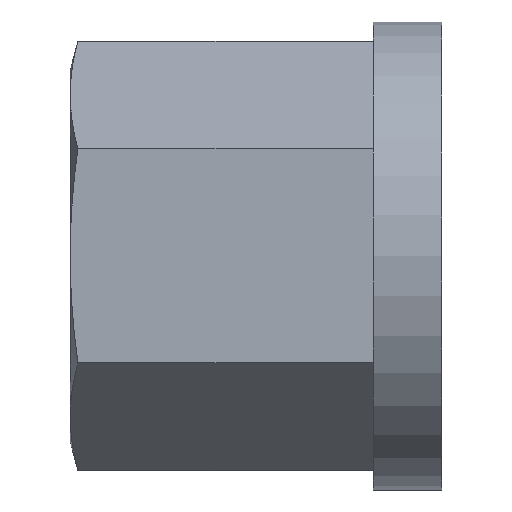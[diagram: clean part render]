
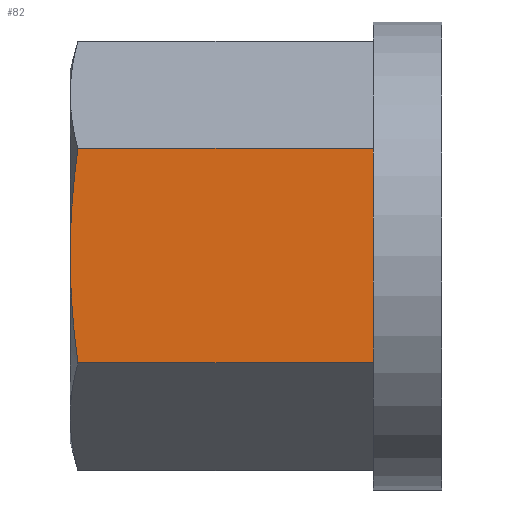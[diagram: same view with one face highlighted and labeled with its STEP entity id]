
A CAD part, top view. The second image highlights one B-rep face of the part: STEP entity #82.
In plain terms, the highlighted planar face has unit normal (0, 0, 1).
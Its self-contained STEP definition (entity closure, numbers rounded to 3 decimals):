
#82 = ADVANCED_FACE( '', ( #115 ), #116, .F. );
#115 = FACE_OUTER_BOUND( '', #168, .T. );
#116 = PLANE( '', #169 );
#168 = EDGE_LOOP( '', ( #255, #256, #257, #258, #259 ) );
#169 = AXIS2_PLACEMENT_3D( '', #260, #261, #262 );
#255 = ORIENTED_EDGE( '', *, *, #415, .F. );
#256 = ORIENTED_EDGE( '', *, *, #413, .T. );
#257 = ORIENTED_EDGE( '', *, *, #416, .F. );
#258 = ORIENTED_EDGE( '', *, *, #417, .F. );
#259 = ORIENTED_EDGE( '', *, *, #418, .F. );
#260 = CARTESIAN_POINT( '', ( -27., 7.794, 13.5 ) );
#261 = DIRECTION( '', ( 0., 0., -1. ) );
#262 = DIRECTION( '', ( 0., 1., 0. ) );
#413 = EDGE_CURVE( '', #488, #486, #489, .T. );
#415 = EDGE_CURVE( '', #488, #491, #492, .T. );
#416 = EDGE_CURVE( '', #493, #486, #494, .T. );
#417 = EDGE_CURVE( '', #495, #493, #496, .T. );
#418 = EDGE_CURVE( '', #491, #495, #497, .T. );
#486 = VERTEX_POINT( '', #610 );
#488 = VERTEX_POINT( '', #613 );
#489 = LINE( '', #614, #615 );
#491 = VERTEX_POINT( '', #626 );
#492 = ( B_SPLINE_CURVE( 2, ( #628, #629, #630 ), .UNSPECIFIED., .F., .F. )B_SPLINE_CURVE_WITH_KNOTS( ( 3, 3 ), ( 0.021, 7.842 ), .UNSPECIFIED. )RATIONAL_B_SPLINE_CURVE( ( 1., 1.038, 1. ) )BOUNDED_CURVE(  )REPRESENTATION_ITEM( '' )GEOMETRIC_REPRESENTATION_ITEM(  )CURVE(  ) );
#493 = VERTEX_POINT( '', #637 );
#494 = LINE( '', #638, #639 );
#495 = VERTEX_POINT( '', #640 );
#496 = LINE( '', #641, #642 );
#497 = ( B_SPLINE_CURVE( 2, ( #644, #645, #646 ), .UNSPECIFIED., .F., .F. )B_SPLINE_CURVE_WITH_KNOTS( ( 3, 3 ), ( 7.842, 15.663 ), .UNSPECIFIED. )RATIONAL_B_SPLINE_CURVE( ( 1., 1.038, 1. ) )BOUNDED_CURVE(  )REPRESENTATION_ITEM( '' )GEOMETRIC_REPRESENTATION_ITEM(  )CURVE(  ) );
#610 = CARTESIAN_POINT( '', ( -4.99, -7.794, 13.5 ) );
#613 = CARTESIAN_POINT( '', ( -26.44, -7.794, 13.5 ) );
#614 = CARTESIAN_POINT( '', ( -27., -7.794, 13.5 ) );
#615 = VECTOR( '', #782, 1. );
#626 = CARTESIAN_POINT( '', ( -27., 0., 13.5 ) );
#628 = CARTESIAN_POINT( '', ( -26.44, -7.794, 13.5 ) );
#629 = CARTESIAN_POINT( '', ( -27., -3.617, 13.5 ) );
#630 = CARTESIAN_POINT( '', ( -27., 0., 13.5 ) );
#637 = CARTESIAN_POINT( '', ( -4.99, 7.794, 13.5 ) );
#638 = CARTESIAN_POINT( '', ( -4.99, 7.794, 13.5 ) );
#639 = VECTOR( '', #783, 1. );
#640 = CARTESIAN_POINT( '', ( -26.44, 7.794, 13.5 ) );
#641 = CARTESIAN_POINT( '', ( -27., 7.794, 13.5 ) );
#642 = VECTOR( '', #784, 1. );
#644 = CARTESIAN_POINT( '', ( -27., 0., 13.5 ) );
#645 = CARTESIAN_POINT( '', ( -27., 3.617, 13.5 ) );
#646 = CARTESIAN_POINT( '', ( -26.44, 7.794, 13.5 ) );
#782 = DIRECTION( '', ( 1., 0., 0. ) );
#783 = DIRECTION( '', ( 0., -1., 0. ) );
#784 = DIRECTION( '', ( 1., 0., 0. ) );
